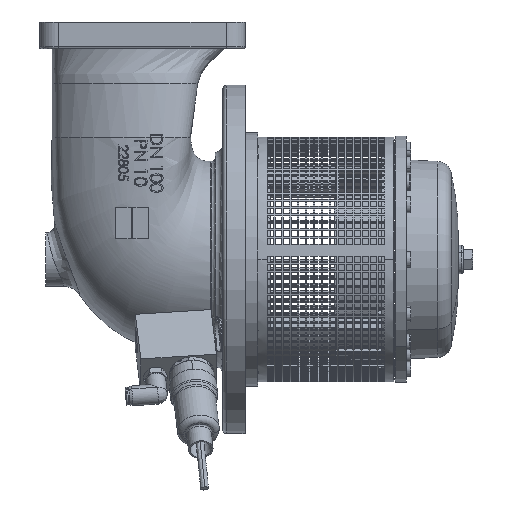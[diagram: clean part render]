
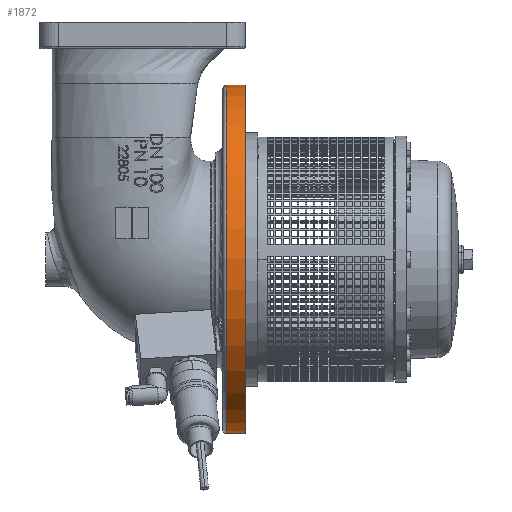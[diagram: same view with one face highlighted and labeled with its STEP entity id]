
A CAD part, front view. The second image highlights one B-rep face of the part: STEP entity #1872.
In plain terms, the highlighted cylindrical face has radius 110 mm (diameter 220 mm), a partial arc.
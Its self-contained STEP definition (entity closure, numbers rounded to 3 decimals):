
#1872 = ADVANCED_FACE ( 'NONE', ( #295525 ), #295549, .T. ) ;
#51378 = EDGE_CURVE ( 'NONE', #202725, #202741, #199977, .T. ) ;
#52079 = EDGE_CURVE ( 'NONE', #202725, #202784, #201588, .T. ) ;
#56731 = AXIS2_PLACEMENT_3D ( 'NONE', #291415, #291381, #291362 ) ;
#162667 = EDGE_CURVE ( 'NONE', #202784, #202757, #388268, .T. ) ;
#163227 = EDGE_CURVE ( 'NONE', #202757, #202741, #412487, .T. ) ;
#167728 = AXIS2_PLACEMENT_3D ( 'NONE', #206237, #206233, #206252 ) ;
#192689 = CARTESIAN_POINT ( 'NONE',  ( 33.191, -5.452, 110. ) ) ;
#192709 = CARTESIAN_POINT ( 'NONE',  ( 21.191, -5.452, 110. ) ) ;
#192733 = CARTESIAN_POINT ( 'NONE',  ( 21.191, -5.452, -110. ) ) ;
#192759 = CARTESIAN_POINT ( 'NONE',  ( 33.191, -5.452, -110. ) ) ;
#199977 = LINE ( 'NONE', #203605, #199979 ) ;
#199979 = VECTOR ( 'NONE', #203608, 1000. ) ;
#201588 = CIRCLE ( 'NONE', #167728, 110. ) ;
#202725 = VERTEX_POINT ( 'NONE', #192689 ) ;
#202741 = VERTEX_POINT ( 'NONE', #192709 ) ;
#202757 = VERTEX_POINT ( 'NONE', #192733 ) ;
#202784 = VERTEX_POINT ( 'NONE', #192759 ) ;
#203605 = CARTESIAN_POINT ( 'NONE',  ( 19.191, -5.452, 110. ) ) ;
#203608 = DIRECTION ( 'NONE',  ( -1., 0., 0. ) ) ;
#206233 = DIRECTION ( 'NONE',  ( 1., 0., 0. ) ) ;
#206237 = CARTESIAN_POINT ( 'NONE',  ( 33.191, -5.452, 0. ) ) ;
#206252 = DIRECTION ( 'NONE',  ( 0., 0., -1. ) ) ;
#291362 = DIRECTION ( 'NONE',  ( 0., 0., 1. ) ) ;
#291381 = DIRECTION ( 'NONE',  ( -1., 0., 0. ) ) ;
#291415 = CARTESIAN_POINT ( 'NONE',  ( 19.191, -5.452, 0. ) ) ;
#295525 = FACE_OUTER_BOUND ( 'NONE', #327573, .T. ) ;
#295549 = CYLINDRICAL_SURFACE ( 'NONE', #56731, 110. ) ;
#303646 = ORIENTED_EDGE ( 'NONE', *, *, #163227, .F. ) ;
#303649 = ORIENTED_EDGE ( 'NONE', *, *, #51378, .T. ) ;
#303652 = ORIENTED_EDGE ( 'NONE', *, *, #52079, .F. ) ;
#303661 = ORIENTED_EDGE ( 'NONE', *, *, #162667, .F. ) ;
#327573 = EDGE_LOOP ( 'NONE', ( #303661, #303652, #303649, #303646 ) ) ;
#380201 = AXIS2_PLACEMENT_3D ( 'NONE', #409016, #409043, #409046 ) ;
#388268 = LINE ( 'NONE', #407397, #388276 ) ;
#388276 = VECTOR ( 'NONE', #407427, 1000. ) ;
#407397 = CARTESIAN_POINT ( 'NONE',  ( 19.191, -5.452, -110. ) ) ;
#407427 = DIRECTION ( 'NONE',  ( -1., 0., 0. ) ) ;
#409016 = CARTESIAN_POINT ( 'NONE',  ( 21.191, -5.452, 0. ) ) ;
#409043 = DIRECTION ( 'NONE',  ( -1., 0., 0. ) ) ;
#409046 = DIRECTION ( 'NONE',  ( 0., 0., 1. ) ) ;
#412487 = CIRCLE ( 'NONE', #380201, 110. ) ;
